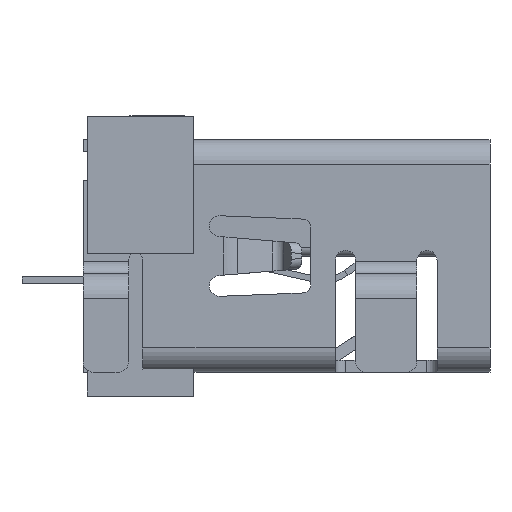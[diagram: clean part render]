
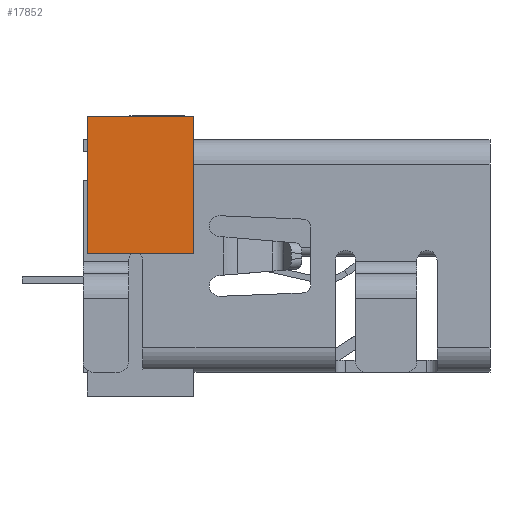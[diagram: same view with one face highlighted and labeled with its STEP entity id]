
A CAD part, left-side view. The second image highlights one B-rep face of the part: STEP entity #17852.
In plain terms, the highlighted planar face has unit normal (-1, 0, 0).
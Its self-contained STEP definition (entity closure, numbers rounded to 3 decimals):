
#13 = EDGE_CURVE ( 'NONE', #5898, #32630, #30306, .T. ) ;
#1517 = CARTESIAN_POINT ( 'NONE',  ( -7.15, -0.1, 3.5 ) ) ;
#4475 = CARTESIAN_POINT ( 'NONE',  ( -7.15, -2.72, 3.5 ) ) ;
#5898 = VERTEX_POINT ( 'NONE', #1517 ) ;
#6039 = EDGE_CURVE ( 'NONE', #10982, #35425, #11583, .T. ) ;
#7598 = LINE ( 'NONE', #25350, #11254 ) ;
#8447 = FACE_OUTER_BOUND ( 'NONE', #30416, .T. ) ;
#9673 = ORIENTED_EDGE ( 'NONE', *, *, #32874, .F. ) ;
#10982 = VERTEX_POINT ( 'NONE', #4475 ) ;
#11214 = CARTESIAN_POINT ( 'NONE',  ( -7.15, -2.72, 6.88 ) ) ;
#11254 = VECTOR ( 'NONE', #19594, 1000. ) ;
#11583 = LINE ( 'NONE', #32560, #24869 ) ;
#12451 = CARTESIAN_POINT ( 'NONE',  ( -7.15, -0.1, 6.88 ) ) ;
#13788 = CARTESIAN_POINT ( 'NONE',  ( -7.15, -2.72, 6.88 ) ) ;
#16448 = AXIS2_PLACEMENT_3D ( 'NONE', #33167, #17492, #26747 ) ;
#17492 = DIRECTION ( 'NONE',  ( -1., 0., 0. ) ) ;
#17852 = ADVANCED_FACE ( 'NONE', ( #8447 ), #23610, .T. ) ;
#18903 = ORIENTED_EDGE ( 'NONE', *, *, #28673, .T. ) ;
#19594 = DIRECTION ( 'NONE',  ( 0., 1., 0. ) ) ;
#20890 = DIRECTION ( 'NONE',  ( 0., 0., 1. ) ) ;
#23610 = PLANE ( 'NONE',  #16448 ) ;
#24264 = VECTOR ( 'NONE', #29269, 1000. ) ;
#24869 = VECTOR ( 'NONE', #36095, 1000. ) ;
#25350 = CARTESIAN_POINT ( 'NONE',  ( -7.15, -0.1, 3.5 ) ) ;
#26747 = DIRECTION ( 'NONE',  ( 0., 0., 1. ) ) ;
#27131 = ORIENTED_EDGE ( 'NONE', *, *, #13, .F. ) ;
#28673 = EDGE_CURVE ( 'NONE', #35425, #32630, #29082, .T. ) ;
#29082 = LINE ( 'NONE', #13788, #24264 ) ;
#29269 = DIRECTION ( 'NONE',  ( 0., 1., 0. ) ) ;
#30306 = LINE ( 'NONE', #12451, #32517 ) ;
#30416 = EDGE_LOOP ( 'NONE', ( #9673, #37680, #18903, #27131 ) ) ;
#32235 = CARTESIAN_POINT ( 'NONE',  ( -7.15, -0.1, 6.88 ) ) ;
#32517 = VECTOR ( 'NONE', #20890, 1000. ) ;
#32560 = CARTESIAN_POINT ( 'NONE',  ( -7.15, -2.72, 6.88 ) ) ;
#32630 = VERTEX_POINT ( 'NONE', #32235 ) ;
#32874 = EDGE_CURVE ( 'NONE', #10982, #5898, #7598, .T. ) ;
#33167 = CARTESIAN_POINT ( 'NONE',  ( -7.15, -2.72, 6.88 ) ) ;
#35425 = VERTEX_POINT ( 'NONE', #11214 ) ;
#36095 = DIRECTION ( 'NONE',  ( 0., 0., 1. ) ) ;
#37680 = ORIENTED_EDGE ( 'NONE', *, *, #6039, .T. ) ;
